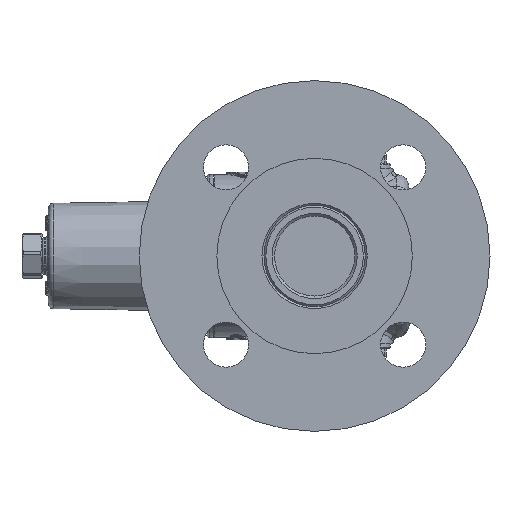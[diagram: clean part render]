
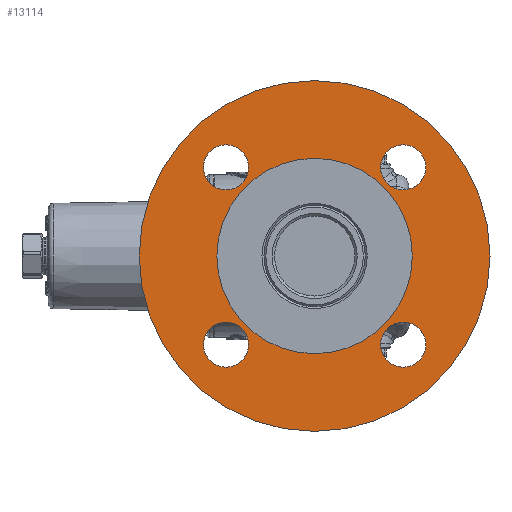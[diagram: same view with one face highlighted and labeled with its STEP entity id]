
A CAD part, left-side view. The second image highlights one B-rep face of the part: STEP entity #13114.
In plain terms, the highlighted planar face has unit normal (-1, 0, 0).
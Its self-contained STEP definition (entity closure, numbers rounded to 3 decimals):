
#2725=FACE_BOUND('',#4314,.T.);
#2726=FACE_BOUND('',#4315,.T.);
#2727=FACE_BOUND('',#4316,.T.);
#2728=FACE_BOUND('',#4317,.T.);
#2729=FACE_BOUND('',#4318,.T.);
#3476=FACE_OUTER_BOUND('',#4313,.T.);
#4313=EDGE_LOOP('',(#11930));
#4314=EDGE_LOOP('',(#11931));
#4315=EDGE_LOOP('',(#11932));
#4316=EDGE_LOOP('',(#11933));
#4317=EDGE_LOOP('',(#11934));
#4318=EDGE_LOOP('',(#11935));
#4730=CIRCLE('',#13989,70.);
#4731=CIRCLE('',#13991,9.);
#4732=CIRCLE('',#13992,9.);
#4733=CIRCLE('',#13993,9.);
#4734=CIRCLE('',#13994,9.);
#4735=CIRCLE('',#13995,39.);
#5988=VERTEX_POINT('',#39725);
#5989=VERTEX_POINT('',#39729);
#5990=VERTEX_POINT('',#39731);
#5991=VERTEX_POINT('',#39733);
#5992=VERTEX_POINT('',#39735);
#5993=VERTEX_POINT('',#39737);
#7981=EDGE_CURVE('',#5988,#5988,#4730,.T.);
#7982=EDGE_CURVE('',#5989,#5989,#4731,.T.);
#7983=EDGE_CURVE('',#5990,#5990,#4732,.T.);
#7984=EDGE_CURVE('',#5991,#5991,#4733,.T.);
#7985=EDGE_CURVE('',#5992,#5992,#4734,.T.);
#7986=EDGE_CURVE('',#5993,#5993,#4735,.T.);
#11930=ORIENTED_EDGE('',*,*,#7981,.F.);
#11931=ORIENTED_EDGE('',*,*,#7982,.T.);
#11932=ORIENTED_EDGE('',*,*,#7983,.T.);
#11933=ORIENTED_EDGE('',*,*,#7984,.T.);
#11934=ORIENTED_EDGE('',*,*,#7985,.T.);
#11935=ORIENTED_EDGE('',*,*,#7986,.T.);
#12354=PLANE('',#13990);
#13114=ADVANCED_FACE('',(#3476,#2725,#2726,#2727,#2728,#2729),#12354,.T.);
#13989=AXIS2_PLACEMENT_3D('',#39727,#16079,#16080);
#13990=AXIS2_PLACEMENT_3D('',#39728,#16081,#16082);
#13991=AXIS2_PLACEMENT_3D('',#39730,#16083,#16084);
#13992=AXIS2_PLACEMENT_3D('',#39732,#16085,#16086);
#13993=AXIS2_PLACEMENT_3D('',#39734,#16087,#16088);
#13994=AXIS2_PLACEMENT_3D('',#39736,#16089,#16090);
#13995=AXIS2_PLACEMENT_3D('',#39738,#16091,#16092);
#16079=DIRECTION('center_axis',(1.,0.,0.));
#16080=DIRECTION('ref_axis',(0.,1.,0.));
#16081=DIRECTION('center_axis',(-1.,0.,0.));
#16082=DIRECTION('ref_axis',(0.,0.,
1.));
#16083=DIRECTION('center_axis',(1.,0.,0.));
#16084=DIRECTION('ref_axis',(0.,-1.,0.));
#16085=DIRECTION('center_axis',(1.,0.,0.));
#16086=DIRECTION('ref_axis',(0.,0.,
1.));
#16087=DIRECTION('center_axis',(1.,0.,0.));
#16088=DIRECTION('ref_axis',(0.,1.,0.));
#16089=DIRECTION('center_axis',(1.,0.,0.));
#16090=DIRECTION('ref_axis',(0.,0.,
-1.));
#16091=DIRECTION('center_axis',(1.,0.,0.));
#16092=DIRECTION('ref_axis',(0.,1.,0.));
#39725=CARTESIAN_POINT('',(-88.,-70.,0.));
#39727=CARTESIAN_POINT('Origin',(-88.,0.,0.));
#39728=CARTESIAN_POINT('Origin',(-88.,54.5,0.));
#39729=CARTESIAN_POINT('',(-88.,44.355,-35.355));
#39730=CARTESIAN_POINT('Origin',(-88.,35.355,-35.355));
#39731=CARTESIAN_POINT('',(-88.,-35.355,-44.355));
#39732=CARTESIAN_POINT('Origin',(-88.,-35.355,-35.355));
#39733=CARTESIAN_POINT('',(-88.,-44.355,35.355));
#39734=CARTESIAN_POINT('Origin',(-88.,-35.355,35.355));
#39735=CARTESIAN_POINT('',(-88.,35.355,44.355));
#39736=CARTESIAN_POINT('Origin',(-88.,35.355,35.355));
#39737=CARTESIAN_POINT('',(-88.,-39.,0.));
#39738=CARTESIAN_POINT('Origin',(-88.,0.,0.));
